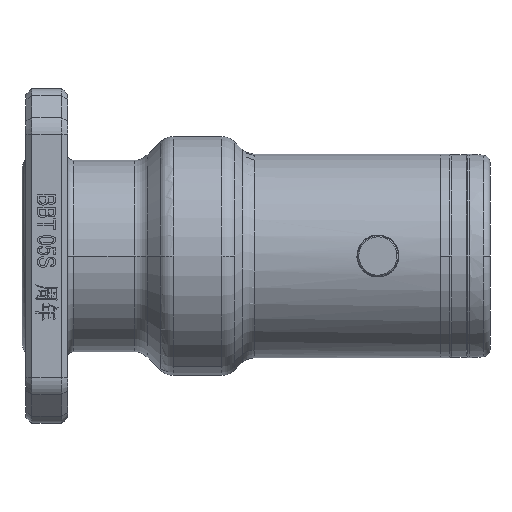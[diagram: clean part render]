
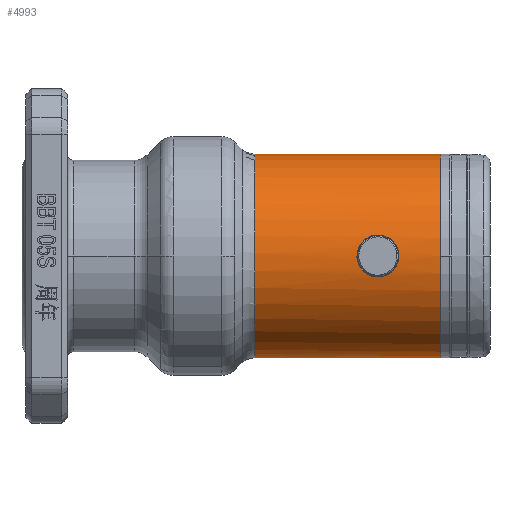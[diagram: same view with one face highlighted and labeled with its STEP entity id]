
A CAD part, front view. The second image highlights one B-rep face of the part: STEP entity #4993.
In plain terms, the highlighted cylindrical face has radius 8.5 mm (diameter 17 mm), a partial arc.
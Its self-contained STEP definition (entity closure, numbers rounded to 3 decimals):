
#445 = DIRECTION ( 'NONE',  ( 1., 0., 0. ) ) ;
#516 = CARTESIAN_POINT ( 'NONE',  ( 34.474, 194.682, 109.75 ) ) ;
#710 = CARTESIAN_POINT ( 'NONE',  ( 33.826, 194.636, 109.518 ) ) ;
#780 = CARTESIAN_POINT ( 'NONE',  ( 34.138, 194.663, 106.34 ) ) ;
#1035 = EDGE_CURVE ( 'NONE', #17667, #18762, #10495, .T. ) ;
#1743 = DIRECTION ( 'NONE',  ( 0., -0.382, -0.924 ) ) ;
#1763 = DIRECTION ( 'NONE',  ( 1., 0., 0. ) ) ;
#1881 = CARTESIAN_POINT ( 'NONE',  ( 36.454, 194.5, 108. ) ) ;
#2005 = CARTESIAN_POINT ( 'NONE',  ( 33., 194.51, 107.54 ) ) ;
#2062 = CARTESIAN_POINT ( 'NONE',  ( 34.821, 194.682, 109.75 ) ) ;
#2127 = B_SPLINE_CURVE_WITH_KNOTS ( 'NONE', 3,
 ( #13875, #15197, #10883, #4817, #6645, #15294, #8063, #15092, #10600, #710, #16719, #18229, #516, #2062, #5212, #4918, #9115, #16611, #6359, #2172, #7870, #12139, #10980, #16421, #3290, #1881 ),
 .UNSPECIFIED., .F., .F.,
 ( 4, 2, 2, 2, 2, 2, 2, 2, 2, 2, 2, 2, 4 ),
 ( 0.003, 0.003, 0.003, 0.004, 0.004, 0.005, 0.005, 0.006, 0.006, 0.007, 0.007, 0.008, 0.008 ),
 .UNSPECIFIED. ) ;
#2172 = CARTESIAN_POINT ( 'NONE',  ( 35.773, 194.614, 109.391 ) ) ;
#3012 = CARTESIAN_POINT ( 'NONE',  ( 29.464, 203., 108. ) ) ;
#3290 = CARTESIAN_POINT ( 'NONE',  ( 36.454, 194.5, 108.229 ) ) ;
#3305 = EDGE_LOOP ( 'NONE', ( #8428, #9899, #5929, #11775, #17469 ) ) ;
#3413 = LINE ( 'NONE', #12358, #16937 ) ;
#3430 = CARTESIAN_POINT ( 'NONE',  ( 33.636, 194.614, 106.609 ) ) ;
#3465 = CARTESIAN_POINT ( 'NONE',  ( 36.364, 194.518, 107.435 ) ) ;
#3642 = DIRECTION ( 'NONE',  ( 0., 0., -1. ) ) ;
#3755 = CARTESIAN_POINT ( 'NONE',  ( 35.583, 194.636, 106.482 ) ) ;
#4156 = FACE_BOUND ( 'NONE', #8044, .T. ) ;
#4539 = FACE_OUTER_BOUND ( 'NONE', #3305, .T. ) ;
#4549 = EDGE_CURVE ( 'NONE', #17667, #7316, #18537, .T. ) ;
#4817 = CARTESIAN_POINT ( 'NONE',  ( 33.01, 194.511, 108.455 ) ) ;
#4918 = CARTESIAN_POINT ( 'NONE',  ( 35.159, 194.67, 109.694 ) ) ;
#4993 = ADVANCED_FACE ( 'NONE', ( #4539, #4156 ), #5879, .T. ) ;
#5040 = CARTESIAN_POINT ( 'NONE',  ( 24.405, 199.754, 100.144 ) ) ;
#5190 = ORIENTED_EDGE ( 'NONE', *, *, #7829, .T. ) ;
#5192 = CARTESIAN_POINT ( 'NONE',  ( 36.398, 194.511, 107.545 ) ) ;
#5212 = CARTESIAN_POINT ( 'NONE',  ( 34.935, 194.68, 109.738 ) ) ;
#5385 = AXIS2_PLACEMENT_3D ( 'NONE', #12590, #8126, #3642 ) ;
#5879 = CYLINDRICAL_SURFACE ( 'NONE', #14599, 8.5 ) ;
#5929 = ORIENTED_EDGE ( 'NONE', *, *, #18128, .T. ) ;
#6230 = ORIENTED_EDGE ( 'NONE', *, *, #18827, .T. ) ;
#6359 = CARTESIAN_POINT ( 'NONE',  ( 35.583, 194.636, 109.518 ) ) ;
#6531 = CARTESIAN_POINT ( 'NONE',  ( 36.232, 194.543, 107.117 ) ) ;
#6622 = CARTESIAN_POINT ( 'NONE',  ( 33.926, 194.646, 106.428 ) ) ;
#6645 = CARTESIAN_POINT ( 'NONE',  ( 33.044, 194.518, 108.565 ) ) ;
#6765 = VERTEX_POINT ( 'NONE', #11004 ) ;
#6889 = CARTESIAN_POINT ( 'NONE',  ( 39.944, 203., 99.5 ) ) ;
#7316 = VERTEX_POINT ( 'NONE', #5040 ) ;
#7689 = B_SPLINE_CURVE_WITH_KNOTS ( 'NONE', 3,
 ( #10865, #9364, #16501, #5192, #3465, #6531, #16695, #13862, #15073, #3755, #7848, #7752, #12312, #9458, #16789, #13668, #780, #6622, #11903, #3430, #14764, #10456, #10548, #2005, #14852, #11997 ),
 .UNSPECIFIED., .F., .F.,
 ( 4, 2, 2, 2, 2, 2, 2, 2, 2, 2, 2, 2, 4 ),
 ( 0.008, 0.009, 0.009, 0.01, 0.01, 0.01, 0.011, 0.011, 0.012, 0.012, 0.012, 0.013, 0.014 ),
 .UNSPECIFIED. ) ;
#7752 = CARTESIAN_POINT ( 'NONE',  ( 35.163, 194.672, 106.296 ) ) ;
#7796 = CIRCLE ( 'NONE', #5385, 8.5 ) ;
#7829 = EDGE_CURVE ( 'NONE', #14498, #6765, #7689, .T. ) ;
#7848 = CARTESIAN_POINT ( 'NONE',  ( 35.48, 194.647, 106.427 ) ) ;
#7870 = CARTESIAN_POINT ( 'NONE',  ( 35.862, 194.602, 109.317 ) ) ;
#7895 = VECTOR ( 'NONE', #11849, 1000. ) ;
#8044 = EDGE_LOOP ( 'NONE', ( #6230, #5190 ) ) ;
#8063 = CARTESIAN_POINT ( 'NONE',  ( 33.304, 194.567, 109.075 ) ) ;
#8126 = DIRECTION ( 'NONE',  ( 1., 0., 0. ) ) ;
#8428 = ORIENTED_EDGE ( 'NONE', *, *, #1035, .F. ) ;
#8519 = AXIS2_PLACEMENT_3D ( 'NONE', #13449, #13353, #1743 ) ;
#8808 = DIRECTION ( 'NONE',  ( 1., 0., 0. ) ) ;
#9115 = CARTESIAN_POINT ( 'NONE',  ( 35.271, 194.663, 109.66 ) ) ;
#9345 = CIRCLE ( 'NONE', #9931, 8.5 ) ;
#9364 = CARTESIAN_POINT ( 'NONE',  ( 36.454, 194.5, 107.886 ) ) ;
#9458 = CARTESIAN_POINT ( 'NONE',  ( 34.587, 194.682, 106.25 ) ) ;
#9646 = EDGE_CURVE ( 'NONE', #10399, #12722, #3413, .T. ) ;
#9899 = ORIENTED_EDGE ( 'NONE', *, *, #4549, .T. ) ;
#9931 = AXIS2_PLACEMENT_3D ( 'NONE', #11479, #1763, #10037 ) ;
#10037 = DIRECTION ( 'NONE',  ( 0., -0.382, -0.924 ) ) ;
#10399 = VERTEX_POINT ( 'NONE', #15372 ) ;
#10456 = CARTESIAN_POINT ( 'NONE',  ( 33.305, 194.567, 106.925 ) ) ;
#10495 = LINE ( 'NONE', #14798, #7895 ) ;
#10535 = CARTESIAN_POINT ( 'NONE',  ( 36.454, 194.5, 108. ) ) ;
#10548 = CARTESIAN_POINT ( 'NONE',  ( 33.175, 194.543, 107.119 ) ) ;
#10600 = CARTESIAN_POINT ( 'NONE',  ( 33.636, 194.614, 109.391 ) ) ;
#10865 = CARTESIAN_POINT ( 'NONE',  ( 36.454, 194.5, 108. ) ) ;
#10883 = CARTESIAN_POINT ( 'NONE',  ( 32.966, 194.502, 108.231 ) ) ;
#10980 = CARTESIAN_POINT ( 'NONE',  ( 36.233, 194.543, 108.881 ) ) ;
#11004 = CARTESIAN_POINT ( 'NONE',  ( 32.954, 194.5, 108. ) ) ;
#11122 = CARTESIAN_POINT ( 'NONE',  ( 24.405, 203., 116.5 ) ) ;
#11479 = CARTESIAN_POINT ( 'NONE',  ( 24.405, 203., 108. ) ) ;
#11775 = ORIENTED_EDGE ( 'NONE', *, *, #9646, .T. ) ;
#11849 = DIRECTION ( 'NONE',  ( 1., 0., 0. ) ) ;
#11903 = CARTESIAN_POINT ( 'NONE',  ( 33.826, 194.636, 106.482 ) ) ;
#11997 = CARTESIAN_POINT ( 'NONE',  ( 32.954, 194.5, 108. ) ) ;
#12139 = CARTESIAN_POINT ( 'NONE',  ( 36.103, 194.567, 109.075 ) ) ;
#12312 = CARTESIAN_POINT ( 'NONE',  ( 34.934, 194.682, 106.25 ) ) ;
#12358 = CARTESIAN_POINT ( 'NONE',  ( 29.464, 203., 99.5 ) ) ;
#12590 = CARTESIAN_POINT ( 'NONE',  ( 39.944, 203., 108. ) ) ;
#12722 = VERTEX_POINT ( 'NONE', #6889 ) ;
#13353 = DIRECTION ( 'NONE',  ( 1., 0., 0. ) ) ;
#13449 = CARTESIAN_POINT ( 'NONE',  ( 24.405, 203., 108. ) ) ;
#13668 = CARTESIAN_POINT ( 'NONE',  ( 34.249, 194.67, 106.306 ) ) ;
#13862 = CARTESIAN_POINT ( 'NONE',  ( 35.86, 194.603, 106.681 ) ) ;
#13875 = CARTESIAN_POINT ( 'NONE',  ( 32.954, 194.5, 108. ) ) ;
#14498 = VERTEX_POINT ( 'NONE', #10535 ) ;
#14599 = AXIS2_PLACEMENT_3D ( 'NONE', #3012, #8808, #14620 ) ;
#14620 = DIRECTION ( 'NONE',  ( 0., 0., -1. ) ) ;
#14764 = CARTESIAN_POINT ( 'NONE',  ( 33.546, 194.602, 106.683 ) ) ;
#14798 = CARTESIAN_POINT ( 'NONE',  ( 29.464, 203., 116.5 ) ) ;
#14852 = CARTESIAN_POINT ( 'NONE',  ( 32.954, 194.5, 107.771 ) ) ;
#15073 = CARTESIAN_POINT ( 'NONE',  ( 35.772, 194.614, 106.609 ) ) ;
#15092 = CARTESIAN_POINT ( 'NONE',  ( 33.548, 194.603, 109.319 ) ) ;
#15197 = CARTESIAN_POINT ( 'NONE',  ( 32.954, 194.5, 108.114 ) ) ;
#15294 = CARTESIAN_POINT ( 'NONE',  ( 33.176, 194.543, 108.883 ) ) ;
#15372 = CARTESIAN_POINT ( 'NONE',  ( 24.405, 203., 99.5 ) ) ;
#16236 = CARTESIAN_POINT ( 'NONE',  ( 39.944, 203., 116.5 ) ) ;
#16421 = CARTESIAN_POINT ( 'NONE',  ( 36.408, 194.51, 108.46 ) ) ;
#16501 = CARTESIAN_POINT ( 'NONE',  ( 36.443, 194.502, 107.769 ) ) ;
#16611 = CARTESIAN_POINT ( 'NONE',  ( 35.482, 194.646, 109.572 ) ) ;
#16695 = CARTESIAN_POINT ( 'NONE',  ( 36.104, 194.567, 106.925 ) ) ;
#16719 = CARTESIAN_POINT ( 'NONE',  ( 33.928, 194.647, 109.573 ) ) ;
#16789 = CARTESIAN_POINT ( 'NONE',  ( 34.473, 194.68, 106.262 ) ) ;
#16937 = VECTOR ( 'NONE', #445, 1000. ) ;
#17275 = EDGE_CURVE ( 'NONE', #18762, #12722, #7796, .T. ) ;
#17469 = ORIENTED_EDGE ( 'NONE', *, *, #17275, .F. ) ;
#17667 = VERTEX_POINT ( 'NONE', #11122 ) ;
#18128 = EDGE_CURVE ( 'NONE', #7316, #10399, #9345, .T. ) ;
#18229 = CARTESIAN_POINT ( 'NONE',  ( 34.245, 194.672, 109.704 ) ) ;
#18537 = CIRCLE ( 'NONE', #8519, 8.5 ) ;
#18762 = VERTEX_POINT ( 'NONE', #16236 ) ;
#18827 = EDGE_CURVE ( 'NONE', #6765, #14498, #2127, .T. ) ;
